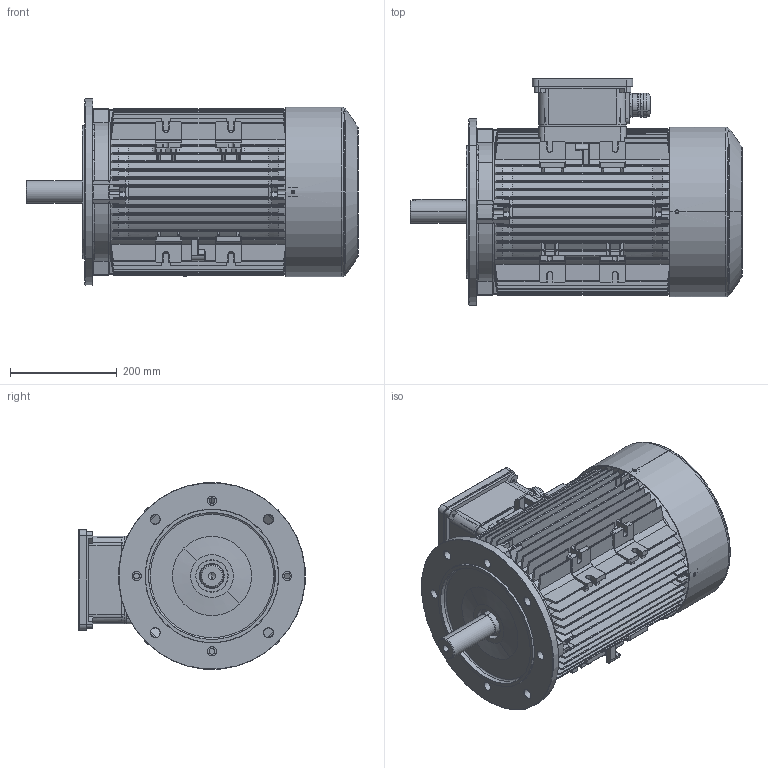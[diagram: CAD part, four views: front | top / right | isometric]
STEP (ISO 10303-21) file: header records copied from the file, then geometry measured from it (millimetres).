
FILE_DESCRIPTION (( 'STEP AP214' ), '1' );
FILE_NAME ('FCA160ML-B5-IC411-2-4-6-8 POLES.STEP', '2024-10-10T12:08:04', ( '' ), ( '' ), 'SwSTEP 2.0', 'SolidWorks 2024', '' );
FILE_SCHEMA (( 'AUTOMOTIVE_DESIGN' ));
Length unit declared in the file: millimetre
Products named in the file (18): chiodino targhetta d.3.2x6; Guarnizione carcassa-scatola 160-200T; Targhetta motore_LAMIERA ALLUMINIO; Coperchio scatola morsetti 160-200T; Carcassa 160L-180MT_LT-B3-B5; Scudo C160 alluminio; Radial Ball Bearing_68_SKF_SKF - 6309 - 10,DE,AC,10_68; Scatola morsetti 160-200T; pan head cross recess screw_iso_ISO 7045 - M3 x 20 - Z --- 20C; PRESSACAVO M40; FCA160ML-B5-IC411-2-4-6-8 POLES; Tappo M40; Albero C160ML - 4 poli - Autov.; Guarnizione scatola-coperchio 160-200T; parallel_din_Parallel key A12 x 8 x 100 DIN 6885; Flangia FC160 B5; Copriventola 160; Gruppo Coprimorsettiera 160
Assembly tree (18 placements, depth 3):
  FCA160ML-B5-IC411-2-4-6-8 POLES
    Albero C160ML - 4 poli - Autov.
    Flangia FC160 B5
    Radial Ball Bearing_68_SKF_SKF - 6309 - 10,DE,AC,10_68  x2
    Targhetta motore_LAMIERA ALLUMINIO
    Copriventola 160
    parallel_din_Parallel key A12 x 8 x 100 DIN 6885
    chiodino targhetta d.3.2x6
    pan head cross recess screw_iso_ISO 7045 - M3 x 20 - Z --- 20C
    Scudo C160 alluminio
    Carcassa 160L-180MT_LT-B3-B5
    Gruppo Coprimorsettiera 160
      Guarnizione carcassa-scatola 160-200T
      Scatola morsetti 160-200T
      Guarnizione scatola-coperchio 160-200T
      Tappo M40
      PRESSACAVO M40
      Coperchio scatola morsetti 160-200T
Bounding box: 621.65 x 423.33 x 348.67 mm (x, y, z)
Volume: 7781290.9 mm3; surface area: 2747843.1 mm2
Topology: 17 solids, 18 shells, 6198 faces, 17085 edges, 10940 vertices
Faces by surface type: plane 2962, cylinder 1440, cone 706, torus 687, sphere 208, bspline 195
Entity records: 212561 total; most frequent: CARTESIAN_POINT 60810, ORIENTED_EDGE 33030, DIRECTION 29543, EDGE_CURVE 16515, VERTEX_POINT 10577, AXIS2_PLACEMENT_3D 10032, LINE 9479, VECTOR 9479
